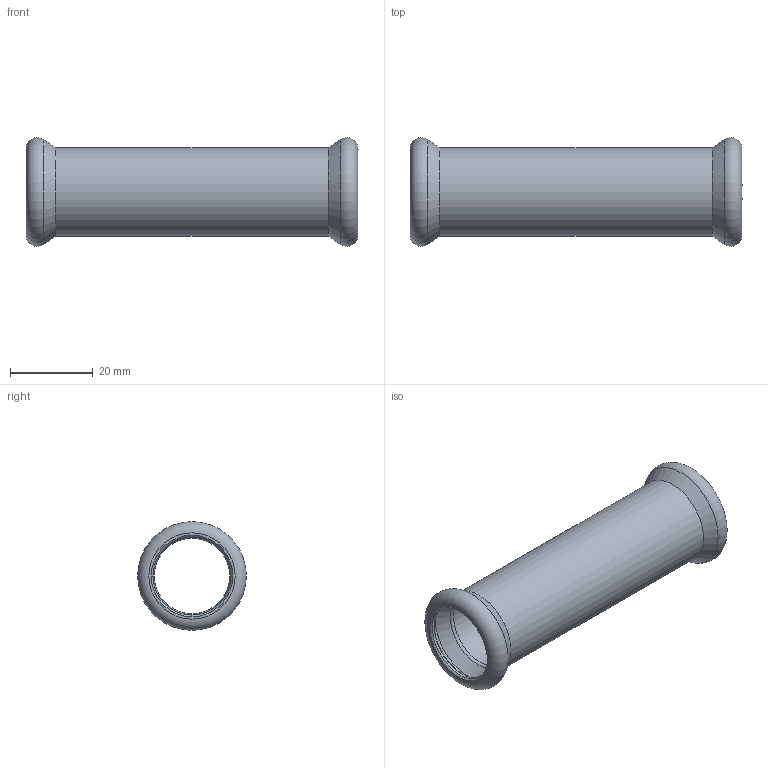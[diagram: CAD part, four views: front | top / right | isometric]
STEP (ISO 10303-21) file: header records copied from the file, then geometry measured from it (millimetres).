
FILE_DESCRIPTION(/* description */ (''),/* implementation_level */ '2;1');
FILE_NAME(/* name */ '34109.stp',/* time_stamp */ '2014-04-01T20:30:09+02:00',/* author */ ('bruh'),/* organization */ (''),/* preprocessor_version */ 'ST-DEVELOPER v15.2',/* originating_system */ 'Autodesk Inventor 2014',/* authorisation */ '');
FILE_SCHEMA (('AUTOMOTIVE_DESIGN { 1 0 10303 214 3 1 1 }'));
Length unit declared in the file: millimetre
Products named in the file (2): 432103; 34109
Bounding box: 80 x 26.19 x 26.19 mm (x, y, z)
Volume: 8200 mm3; surface area: 10897.5 mm2
Topology: 1 solids, 1 shells, 22 faces, 40 edges, 22 vertices
Faces by surface type: cone 8, torus 6, cylinder 4, plane 4
Full cylindrical faces by diameter (mm): 18.2 x1, 18.8 x2, 21.3 x1
Entity records: 488 total; most frequent: DIRECTION 94, CARTESIAN_POINT 69, AXIS2_PLACEMENT_3D 47, EDGE_LOOP 44, ORIENTED_EDGE 44, FACE_BOUND 24, CIRCLE 22, VERTEX_POINT 22
